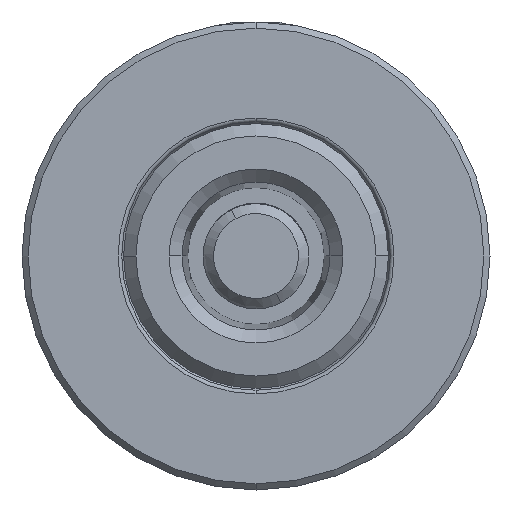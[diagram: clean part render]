
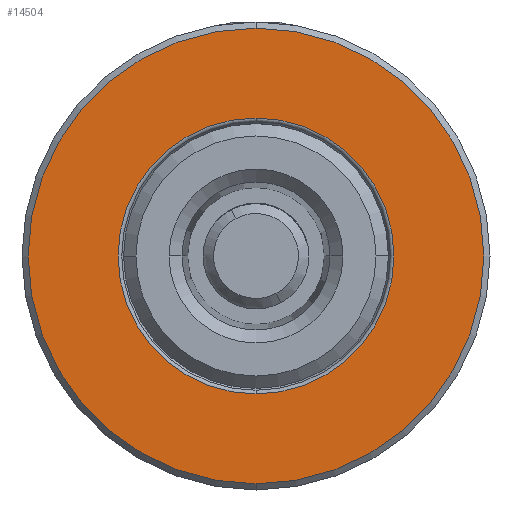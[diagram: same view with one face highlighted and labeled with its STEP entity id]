
A CAD part, front view. The second image highlights one B-rep face of the part: STEP entity #14504.
In plain terms, the highlighted planar face has unit normal (0, -1, 0).
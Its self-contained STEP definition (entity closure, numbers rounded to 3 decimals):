
#132 = AXIS2_PLACEMENT_3D ( 'NONE', #8218, #8105, #6778 ) ;
#561 = AXIS2_PLACEMENT_3D ( 'NONE', #15801, #9025, #10375 ) ;
#943 = ORIENTED_EDGE ( 'NONE', *, *, #8324, .T. ) ;
#1721 = DIRECTION ( 'NONE',  ( 0., 0., -1. ) ) ;
#1724 = AXIS2_PLACEMENT_3D ( 'NONE', #9856, #12613, #7021 ) ;
#1768 = CARTESIAN_POINT ( 'NONE',  ( 0., 0., 11.2 ) ) ;
#1954 = ORIENTED_EDGE ( 'NONE', *, *, #12933, .T. ) ;
#2417 = EDGE_LOOP ( 'NONE', ( #1954, #3929 ) ) ;
#3243 = VERTEX_POINT ( 'NONE', #15060 ) ;
#3815 = CIRCLE ( 'NONE', #14138, 18.5 ) ;
#3929 = ORIENTED_EDGE ( 'NONE', *, *, #14244, .T. ) ;
#6778 = DIRECTION ( 'NONE',  ( 0., 0., -1. ) ) ;
#7021 = DIRECTION ( 'NONE',  ( 0., 0., -1. ) ) ;
#7031 = VERTEX_POINT ( 'NONE', #1768 ) ;
#8105 = DIRECTION ( 'NONE',  ( 0., -1., 0. ) ) ;
#8218 = CARTESIAN_POINT ( 'NONE',  ( 10.9, 0., 0. ) ) ;
#8324 = EDGE_CURVE ( 'NONE', #9294, #9092, #12774, .T. ) ;
#8461 = CARTESIAN_POINT ( 'NONE',  ( 0., 0., 18.5 ) ) ;
#8664 = CARTESIAN_POINT ( 'NONE',  ( 0., 0., 0. ) ) ;
#9025 = DIRECTION ( 'NONE',  ( 0., 1., 0. ) ) ;
#9092 = VERTEX_POINT ( 'NONE', #13547 ) ;
#9294 = VERTEX_POINT ( 'NONE', #8461 ) ;
#9599 = FACE_BOUND ( 'NONE', #2417, .T. ) ;
#9856 = CARTESIAN_POINT ( 'NONE',  ( 0., 0., 0. ) ) ;
#9880 = AXIS2_PLACEMENT_3D ( 'NONE', #8664, #15369, #1721 ) ;
#10375 = DIRECTION ( 'NONE',  ( 0., 0., -1. ) ) ;
#10812 = DIRECTION ( 'NONE',  ( 0., -1., 0. ) ) ;
#10929 = CARTESIAN_POINT ( 'NONE',  ( 0., 0., 0. ) ) ;
#10992 = ORIENTED_EDGE ( 'NONE', *, *, #16746, .T. ) ;
#12190 = FACE_OUTER_BOUND ( 'NONE', #13014, .T. ) ;
#12613 = DIRECTION ( 'NONE',  ( 0., 1., 0. ) ) ;
#12774 = CIRCLE ( 'NONE', #9880, 18.5 ) ;
#12933 = EDGE_CURVE ( 'NONE', #3243, #7031, #17195, .T. ) ;
#13014 = EDGE_LOOP ( 'NONE', ( #943, #10992 ) ) ;
#13279 = CIRCLE ( 'NONE', #1724, 11.2 ) ;
#13547 = CARTESIAN_POINT ( 'NONE',  ( 0., 0., -18.5 ) ) ;
#14138 = AXIS2_PLACEMENT_3D ( 'NONE', #10929, #10812, #14929 ) ;
#14244 = EDGE_CURVE ( 'NONE', #7031, #3243, #13279, .T. ) ;
#14504 = ADVANCED_FACE ( 'NONE', ( #9599, #12190 ), #16370, .T. ) ;
#14929 = DIRECTION ( 'NONE',  ( 0., 0., -1. ) ) ;
#15060 = CARTESIAN_POINT ( 'NONE',  ( 0., 0., -11.2 ) ) ;
#15369 = DIRECTION ( 'NONE',  ( 0., -1., 0. ) ) ;
#15801 = CARTESIAN_POINT ( 'NONE',  ( 0., 0., 0. ) ) ;
#16370 = PLANE ( 'NONE',  #132 ) ;
#16746 = EDGE_CURVE ( 'NONE', #9092, #9294, #3815, .T. ) ;
#17195 = CIRCLE ( 'NONE', #561, 11.2 ) ;
